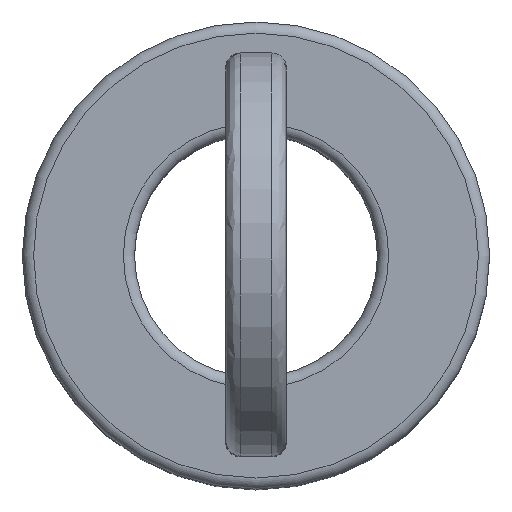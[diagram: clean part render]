
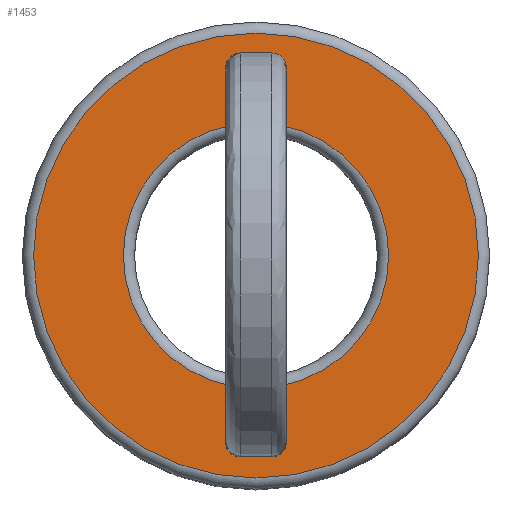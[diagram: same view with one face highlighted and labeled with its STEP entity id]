
A CAD part, top view. The second image highlights one B-rep face of the part: STEP entity #1453.
In plain terms, the highlighted planar face has unit normal (0, 0, 1).
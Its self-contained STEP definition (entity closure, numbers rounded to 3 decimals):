
#67=FACE_BOUND('',#364,.T.);
#69=PLANE('',#1584);
#273=FACE_OUTER_BOUND('',#363,.T.);
#363=EDGE_LOOP('',(#959,#960));
#364=EDGE_LOOP('',(#961,#962));
#449=CIRCLE('',#1559,1.511);
#450=CIRCLE('',#1560,1.511);
#457=CIRCLE('',#1568,0.902);
#458=CIRCLE('',#1569,0.902);
#581=VERTEX_POINT('',#2154);
#582=VERTEX_POINT('',#2155);
#587=VERTEX_POINT('',#2168);
#588=VERTEX_POINT('',#2170);
#709=EDGE_CURVE('',#581,#582,#449,.T.);
#710=EDGE_CURVE('',#582,#581,#450,.T.);
#717=EDGE_CURVE('',#588,#587,#457,.T.);
#718=EDGE_CURVE('',#587,#588,#458,.T.);
#959=ORIENTED_EDGE('',*,*,#709,.T.);
#960=ORIENTED_EDGE('',*,*,#710,.T.);
#961=ORIENTED_EDGE('',*,*,#717,.T.);
#962=ORIENTED_EDGE('',*,*,#718,.T.);
#1453=ADVANCED_FACE('',(#273,#67),#69,.T.);
#1559=AXIS2_PLACEMENT_3D('',#2156,#1732,#1733);
#1560=AXIS2_PLACEMENT_3D('',#2157,#1734,#1735);
#1568=AXIS2_PLACEMENT_3D('',#2171,#1750,#1751);
#1569=AXIS2_PLACEMENT_3D('',#2172,#1752,#1753);
#1584=AXIS2_PLACEMENT_3D('',#2197,#1784,#1785);
#1732=DIRECTION('center_axis',(0.,0.,1.));
#1733=DIRECTION('ref_axis',(1.,0.,0.));
#1734=DIRECTION('center_axis',(0.,0.,1.));
#1735=DIRECTION('ref_axis',(1.,0.,0.));
#1750=DIRECTION('center_axis',(0.,0.,-1.));
#1751=DIRECTION('ref_axis',(1.,0.,0.));
#1752=DIRECTION('center_axis',(0.,0.,-1.));
#1753=DIRECTION('ref_axis',(1.,0.,0.));
#1784=DIRECTION('center_axis',(0.,0.,1.));
#1785=DIRECTION('ref_axis',(1.,0.,0.));
#2154=CARTESIAN_POINT('',(1.511,0.,3.048));
#2155=CARTESIAN_POINT('',(-1.511,0.,3.048));
#2156=CARTESIAN_POINT('Origin',(0.,0.,3.048));
#2157=CARTESIAN_POINT('Origin',(0.,0.,3.048));
#2168=CARTESIAN_POINT('',(-0.902,0.,3.048));
#2170=CARTESIAN_POINT('',(0.902,0.,3.048));
#2171=CARTESIAN_POINT('Origin',(0.,0.,3.048));
#2172=CARTESIAN_POINT('Origin',(0.,0.,3.048));
#2197=CARTESIAN_POINT('Origin',(0.,0.,3.048));
